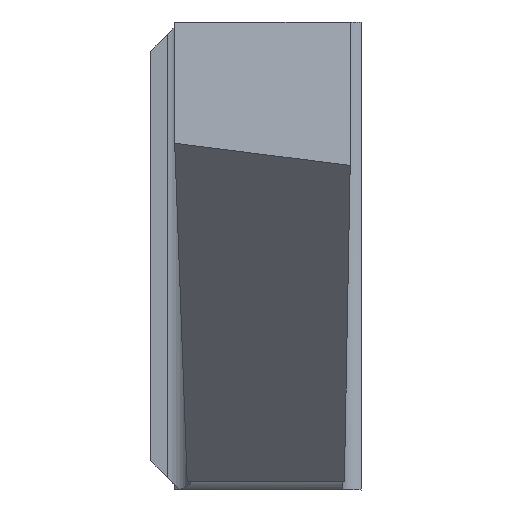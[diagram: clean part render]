
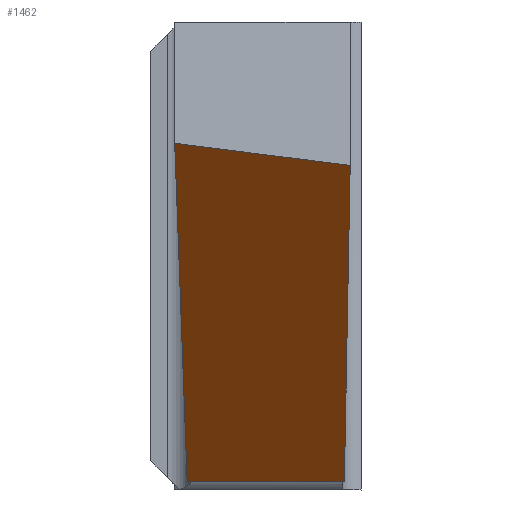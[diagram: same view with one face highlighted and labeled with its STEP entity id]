
A CAD part, front view. The second image highlights one B-rep face of the part: STEP entity #1462.
In plain terms, the highlighted planar face has unit normal (0, -0.427, -0.904).
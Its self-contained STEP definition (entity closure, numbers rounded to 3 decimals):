
#1241=CARTESIAN_POINT('',(0.41,-17.675,-1.072));
#1242=VERTEX_POINT('',#1241);
#1253=CARTESIAN_POINT('',(0.41,-17.675,-1.072));
#1254=DIRECTION('',(0.016,0.904,-0.427));
#1255=VECTOR('',#1254,13.522);
#1256=LINE('',#1253,#1255);
#1257=CARTESIAN_POINT('',(0.623,-5.452,-6.85));
#1258=VERTEX_POINT('',#1257);
#1259=EDGE_CURVE('',#1242,#1258,#1256,.T.);
#1350=CARTESIAN_POINT('',(3.31,-5.452,-6.85));
#1351=DIRECTION('',(-1.,0.,0.));
#1352=VECTOR('',#1351,2.687);
#1353=LINE('',#1350,#1352);
#1354=CARTESIAN_POINT('',(3.31,-5.452,-6.85));
#1355=VERTEX_POINT('',#1354);
#1356=EDGE_CURVE('',#1355,#1258,#1353,.T.);
#1407=CARTESIAN_POINT('',(2.405,-12.037,-3.737));
#1408=DIRECTION('',(0.,0.427,0.904));
#1409=DIRECTION('',(0.,-0.386,0.183));
#1410=AXIS2_PLACEMENT_3D('',#1407,#1408,#1409);
#1411=PLANE('',#1410);
#1412=ORIENTED_EDGE('Edge 914',*,*,#1259,.T.);
#1421=CARTESIAN_POINT('',(3.41,-16.871,-1.452));
#1422=DIRECTION('',(-0.959,-0.257,0.121));
#1423=VECTOR('',#1422,3.129);
#1424=LINE('',#1421,#1423);
#1425=CARTESIAN_POINT('',(3.41,-16.871,-1.452));
#1426=VERTEX_POINT('',#1425);
#1427=EDGE_CURVE('',#1426,#1242,#1424,.T.);
#1428=ORIENTED_EDGE('Edge 190',*,*,#1427,.T.);
#1437=CARTESIAN_POINT('',(3.31,-5.452,-6.85));
#1438=DIRECTION('',(0.008,-0.904,0.427));
#1439=VECTOR('',#1438,12.631);
#1440=LINE('',#1437,#1439);
#1441=EDGE_CURVE('',#1355,#1426,#1440,.T.);
#1442=ORIENTED_EDGE('Edge 848',*,*,#1441,.T.);
#1451=ORIENTED_EDGE('Edge 200',*,*,#1356,.F.);
#1460=EDGE_LOOP('',(#1451,#1442,#1428,#1412));
#1461=FACE_OUTER_BOUND('Loop 201',#1460,.T.);
#1462=ADVANCED_FACE('Face 202',(#1461),#1411,.F.);
